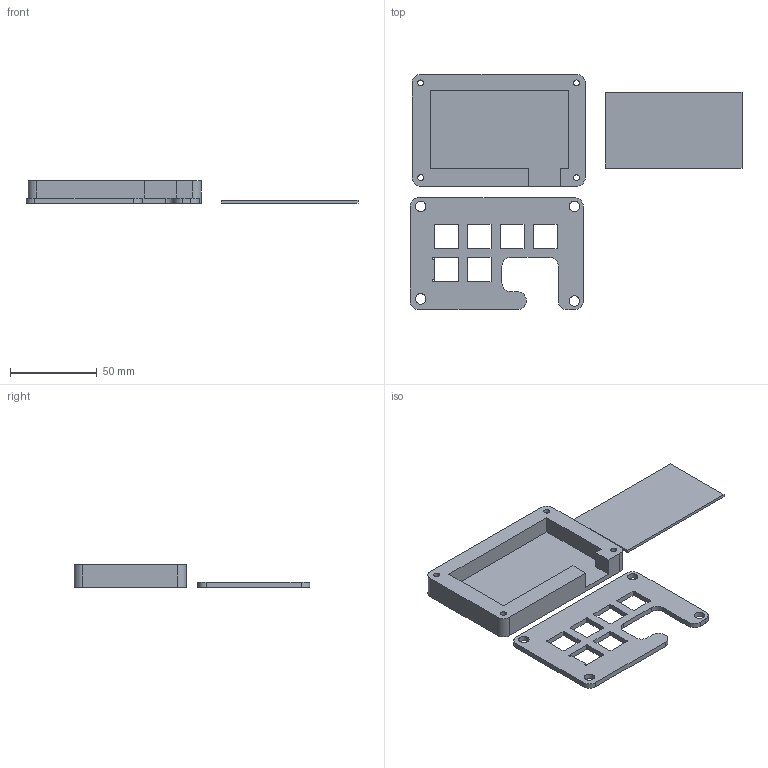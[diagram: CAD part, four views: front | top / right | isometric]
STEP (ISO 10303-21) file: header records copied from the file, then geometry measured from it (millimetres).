
FILE_DESCRIPTION(/* description */ (''),/* implementation_level */ '2;1');
FILE_NAME(/* name */ 'PoyoPad V1.step',/* time_stamp */ '2025-05-20T18:27:12+02:00',/* author */ (''),/* organization */ (''),/* preprocessor_version */ 'ST-DEVELOPER v20.1',/* originating_system */ 'Autodesk Translation Framework v14.4.0.0',/* authorisation */ '');
FILE_SCHEMA (('AUTOMOTIVE_DESIGN { 1 0 10303 214 3 1 1 }'));
Length unit declared in the file: millimetre
Products named in the file (2): Untitled; PoyoPad V1
Assembly tree (1 placements, depth 2):
  Untitled
    PoyoPad V1
Bounding box: 191.56 x 135.87 x 13 mm (x, y, z)
Volume: 63490.1 mm3; surface area: 38804 mm2
Topology: 3 solids, 3 shells, 320 faces, 885 edges, 590 vertices
Faces by surface type: plane 151, bspline 119, cylinder 50
Full cylindrical faces by diameter (mm): 3.4 x4, 6 x8
Entity records: 11386 total; most frequent: CARTESIAN_POINT 3821, ORIENTED_EDGE 1770, DIRECTION 1155, EDGE_CURVE 885, VERTEX_POINT 590, LINE 547, VECTOR 547, EDGE_LOOP 367
